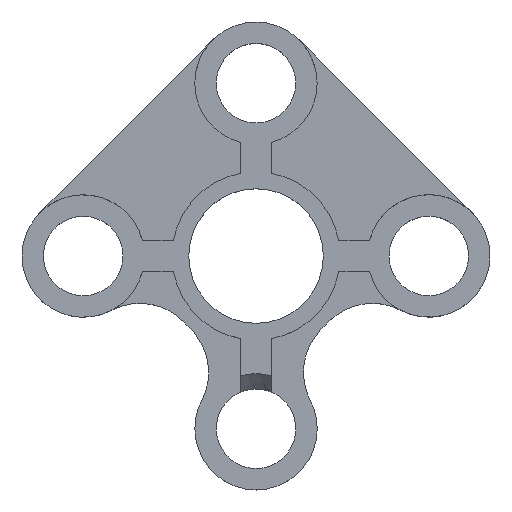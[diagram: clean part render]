
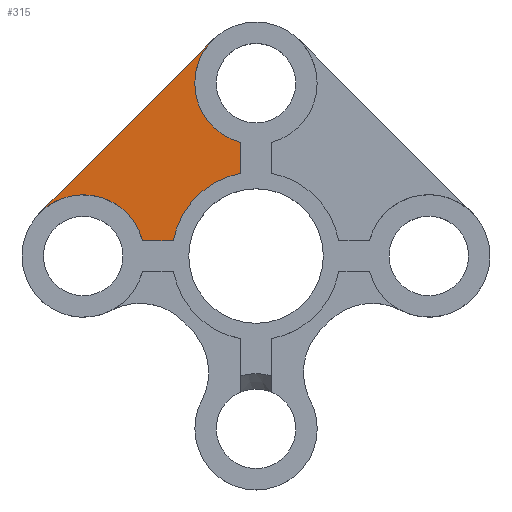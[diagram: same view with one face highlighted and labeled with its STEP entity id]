
A CAD part, top view. The second image highlights one B-rep face of the part: STEP entity #315.
In plain terms, the highlighted planar face has unit normal (0, 0, 1).
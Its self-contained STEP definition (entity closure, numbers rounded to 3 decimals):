
#31 = CARTESIAN_POINT ( 'NONE',  ( -84.837, 84.774, 10. ) ) ;
#120 = PLANE ( 'NONE',  #1941 ) ;
#206 = EDGE_CURVE ( 'NONE', #2973, #991, #2825, .T. ) ;
#215 = CARTESIAN_POINT ( 'NONE',  ( -0.084, 113., 10. ) ) ;
#218 = DIRECTION ( 'NONE',  ( 0., -1., 0. ) ) ;
#219 = VERTEX_POINT ( 'NONE', #1644 ) ;
#315 = ADVANCED_FACE ( 'NONE', ( #2738 ), #120, .T. ) ;
#318 = DIRECTION ( 'NONE',  ( 1., 0., 0. ) ) ;
#337 = CARTESIAN_POINT ( 'NONE',  ( 0., 0., 10. ) ) ;
#411 = VECTOR ( 'NONE', #555, 1000. ) ;
#530 = DIRECTION ( 'NONE',  ( 0., 0., 1. ) ) ;
#555 = DIRECTION ( 'NONE',  ( 1., 0., 0. ) ) ;
#686 = CARTESIAN_POINT ( 'NONE',  ( -10.084, 0., 10. ) ) ;
#699 = AXIS2_PLACEMENT_3D ( 'NONE', #215, #1181, #1163 ) ;
#757 = CARTESIAN_POINT ( 'NONE',  ( -74.27, 10., 10. ) ) ;
#764 = EDGE_CURVE ( 'NONE', #2875, #2125, #2051, .T. ) ;
#785 = DIRECTION ( 'NONE',  ( 0., 0., 1. ) ) ;
#786 = LINE ( 'NONE', #1034, #411 ) ;
#939 = CARTESIAN_POINT ( 'NONE',  ( -0.084, 113., 10. ) ) ;
#981 = DIRECTION ( 'NONE',  ( 0.707, 0.707, 0. ) ) ;
#991 = VERTEX_POINT ( 'NONE', #2015 ) ;
#1034 = CARTESIAN_POINT ( 'NONE',  ( 0., 10., 10. ) ) ;
#1037 = EDGE_LOOP ( 'NONE', ( #1928, #2461, #2708, #1821, #1817, #3078, #2543 ) ) ;
#1073 = AXIS2_PLACEMENT_3D ( 'NONE', #939, #530, #2877 ) ;
#1161 = CIRCLE ( 'NONE', #1073, 40. ) ;
#1163 = DIRECTION ( 'NONE',  ( 1., 0., 0. ) ) ;
#1181 = DIRECTION ( 'NONE',  ( 0., 0., 1. ) ) ;
#1188 = CARTESIAN_POINT ( 'NONE',  ( -28.379, 141.274, 10. ) ) ;
#1353 = AXIS2_PLACEMENT_3D ( 'NONE', #2388, #785, #1955 ) ;
#1389 = EDGE_CURVE ( 'NONE', #1496, #2875, #2870, .T. ) ;
#1416 = EDGE_CURVE ( 'NONE', #2135, #219, #786, .T. ) ;
#1484 = EDGE_CURVE ( 'NONE', #991, #219, #1767, .T. ) ;
#1496 = VERTEX_POINT ( 'NONE', #1781 ) ;
#1529 = CARTESIAN_POINT ( 'NONE',  ( -40.084, 113., 10. ) ) ;
#1644 = CARTESIAN_POINT ( 'NONE',  ( -54.083, 10., 10. ) ) ;
#1704 = EDGE_CURVE ( 'NONE', #2135, #1496, #2549, .T. ) ;
#1767 = CIRCLE ( 'NONE', #2098, 55. ) ;
#1781 = CARTESIAN_POINT ( 'NONE',  ( -141.295, 28.274, 10. ) ) ;
#1808 = DIRECTION ( 'NONE',  ( 1., 0., 0. ) ) ;
#1817 = ORIENTED_EDGE ( 'NONE', *, *, #1389, .F. ) ;
#1821 = ORIENTED_EDGE ( 'NONE', *, *, #764, .F. ) ;
#1823 = DIRECTION ( 'NONE',  ( 0., 0., 1. ) ) ;
#1928 = ORIENTED_EDGE ( 'NONE', *, *, #1484, .F. ) ;
#1941 = AXIS2_PLACEMENT_3D ( 'NONE', #337, #2723, #318 ) ;
#1955 = DIRECTION ( 'NONE',  ( 1., 0., 0. ) ) ;
#2015 = CARTESIAN_POINT ( 'NONE',  ( -10.084, 54.068, 10. ) ) ;
#2051 = CIRCLE ( 'NONE', #699, 40. ) ;
#2098 = AXIS2_PLACEMENT_3D ( 'NONE', #2272, #1823, #1808 ) ;
#2125 = VERTEX_POINT ( 'NONE', #1529 ) ;
#2135 = VERTEX_POINT ( 'NONE', #757 ) ;
#2272 = CARTESIAN_POINT ( 'NONE',  ( 0., 0., 10. ) ) ;
#2388 = CARTESIAN_POINT ( 'NONE',  ( -113., 0., 10. ) ) ;
#2461 = ORIENTED_EDGE ( 'NONE', *, *, #206, .F. ) ;
#2543 = ORIENTED_EDGE ( 'NONE', *, *, #1416, .T. ) ;
#2549 = CIRCLE ( 'NONE', #1353, 40. ) ;
#2683 = CARTESIAN_POINT ( 'NONE',  ( -10.084, 74.27, 10. ) ) ;
#2708 = ORIENTED_EDGE ( 'NONE', *, *, #2962, .F. ) ;
#2723 = DIRECTION ( 'NONE',  ( 0., 0., 1. ) ) ;
#2738 = FACE_OUTER_BOUND ( 'NONE', #1037, .T. ) ;
#2825 = LINE ( 'NONE', #686, #2926 ) ;
#2843 = VECTOR ( 'NONE', #981, 1000. ) ;
#2870 = LINE ( 'NONE', #31, #2843 ) ;
#2875 = VERTEX_POINT ( 'NONE', #1188 ) ;
#2877 = DIRECTION ( 'NONE',  ( 1., 0., 0. ) ) ;
#2926 = VECTOR ( 'NONE', #218, 1000. ) ;
#2962 = EDGE_CURVE ( 'NONE', #2125, #2973, #1161, .T. ) ;
#2973 = VERTEX_POINT ( 'NONE', #2683 ) ;
#3078 = ORIENTED_EDGE ( 'NONE', *, *, #1704, .F. ) ;
